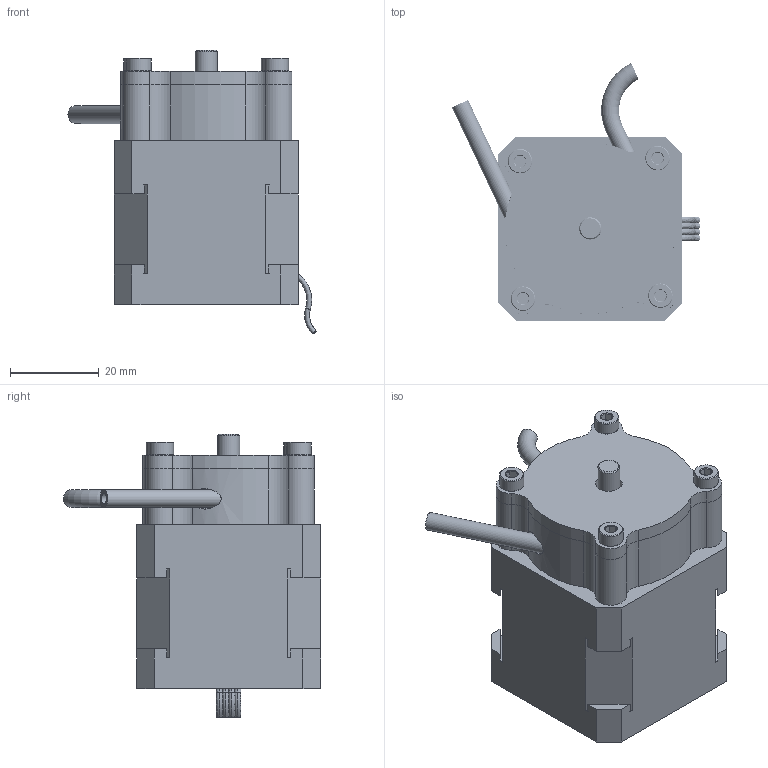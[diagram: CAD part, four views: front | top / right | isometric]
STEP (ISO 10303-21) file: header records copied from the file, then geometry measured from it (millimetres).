
FILE_DESCRIPTION(/* description */ (''),/* implementation_level */ '2;1');
FILE_NAME(/* name */ 'PeristalticPump.stp',/* time_stamp */ '2020-09-03T01:55:17-04:00',/* author */ ('JK'),/* organization */ (''),/* preprocessor_version */ 'ST-DEVELOPER v18',/* originating_system */ 'Autodesk Inventor 2020',/* authorisation */ '');
FILE_SCHEMA (('AUTOMOTIVE_DESIGN { 1 0 10303 214 3 1 1 }'));
Length unit declared in the file: millimetre
Products named in the file (14): PeristalticPump; MOTOR; Case; M5DIN125Washer; LidAssembly; Lid; M3x20Bolt; ImpellerAssembly; Impeller; 623zz; Pad001; Pad002; Chamfer; Hose
Assembly tree (18 placements, depth 4):
  PeristalticPump
    MOTOR
    Case
    M5DIN125Washer
    LidAssembly
      Lid
      M3x20Bolt  x4
    ImpellerAssembly
      Impeller
      623zz  x3
        Pad001
        Pad002
        Chamfer
    Hose
Bounding box: 55.92 x 58.04 x 63.99 mm (x, y, z)
Volume: 77149.3 mm3; surface area: 26928.8 mm2
Topology: 19 solids, 19 shells, 661 faces, 1829 edges, 1218 vertices
Faces by surface type: cylinder 423, plane 147, cone 52, bspline 32, torus 7
Full cylindrical faces by diameter (mm): 2.35 x152, 2.459 x4, 2.5 x2, 3 x162, 3.6 x8, 4 x2, 4.6 x2, 5 x11, 5.5 x4, 6 x1, 8 x6, 8.3 x1, 8.7 x1, 10 x4, 22 x1, 23 x1, 26.25 x1, 31.5 x1, 32.25 x1, 33 x1
Entity records: 21884 total; most frequent: CARTESIAN_POINT 13212, ORIENTED_EDGE 1770, DIRECTION 1607, EDGE_CURVE 885, AXIS2_PLACEMENT_3D 626, VERTEX_POINT 589, EDGE_LOOP 376, LINE 355
